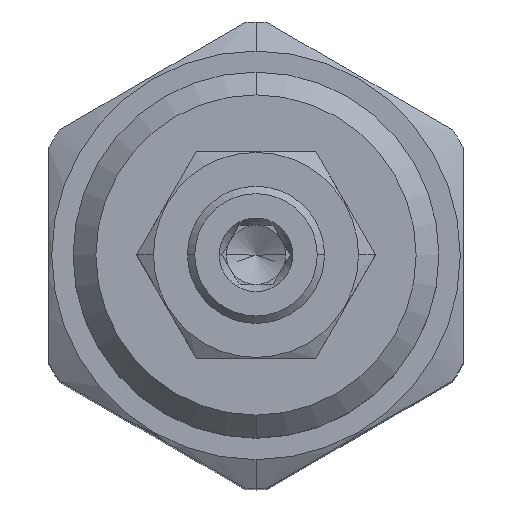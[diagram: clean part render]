
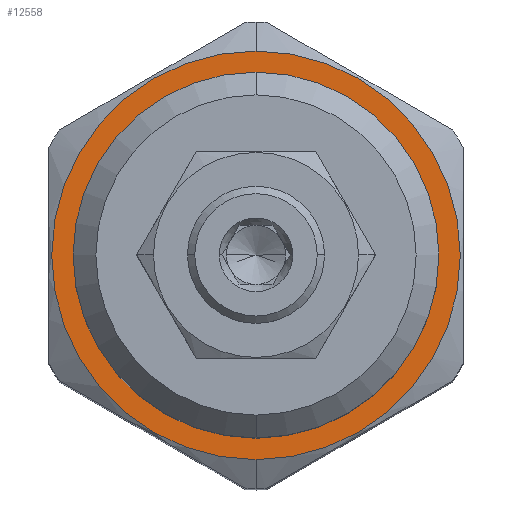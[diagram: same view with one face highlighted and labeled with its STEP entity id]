
A CAD part, top view. The second image highlights one B-rep face of the part: STEP entity #12558.
In plain terms, the highlighted planar face has unit normal (0, 0, 1).
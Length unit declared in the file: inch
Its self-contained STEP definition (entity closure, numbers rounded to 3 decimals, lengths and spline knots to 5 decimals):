
#47=CARTESIAN_POINT('',(0.,0.,4.573));
#48=DIRECTION('',(0.,0.,1.));
#49=DIRECTION('',(0.,-1.,0.));
#50=AXIS2_PLACEMENT_3D('',#47,#48,#49);
#198=CARTESIAN_POINT('',(0.,0.,4.573));
#199=DIRECTION('',(0.,0.,-1.));
#200=DIRECTION('',(0.,-1.,0.));
#201=AXIS2_PLACEMENT_3D('',#198,#199,#200);
#6441=CARTESIAN_POINT('',(0.,0.,4.573));
#6442=DIRECTION('',(0.,0.,1.));
#6443=DIRECTION('',(0.,-1.,0.));
#6444=AXIS2_PLACEMENT_3D('',#6441,#6442,#6443);
#6446=CARTESIAN_POINT('',(0.,0.,4.573));
#6447=DIRECTION('',(0.,0.,-1.));
#6448=DIRECTION('',(0.,-1.,0.));
#6449=AXIS2_PLACEMENT_3D('',#6446,#6447,#6448);
#7641=CARTESIAN_POINT('',(0.,-0.555,4.573));
#7643=VERTEX_POINT('',#7641);
#7649=CARTESIAN_POINT('',(0.,0.555,4.573));
#7651=VERTEX_POINT('',#7649);
#7657=CARTESIAN_POINT('',(0.,-0.497,4.573));
#7658=CARTESIAN_POINT('',(0.,0.497,4.573));
#7659=VERTEX_POINT('',#7657);
#7660=VERTEX_POINT('',#7658);
#12543=CARTESIAN_POINT('',(0.,0.,4.573));
#12544=DIRECTION('',(0.,0.,1.));
#12545=DIRECTION('',(0.,-1.,0.));
#12546=AXIS2_PLACEMENT_3D('',#12543,#12544,#12545);
#12547=PLANE('',#12546);
#12548=ORIENTED_EDGE('',*,*,#8172,.T.);
#12549=ORIENTED_EDGE('',*,*,#8029,.F.);
#12550=EDGE_LOOP('',(#12548,#12549));
#12551=FACE_OUTER_BOUND('',#12550,.F.);
#12553=ORIENTED_EDGE('',*,*,#12552,.T.);
#12555=ORIENTED_EDGE('',*,*,#12554,.F.);
#12556=EDGE_LOOP('',(#12553,#12555));
#12557=FACE_BOUND('',#12556,.F.);
#12558=ADVANCED_FACE('',(#12551,#12557),#12547,.T.);
#51=CIRCLE('',#50,0.555);
#202=CIRCLE('',#201,0.555);
#6445=CIRCLE('',#6444,0.497);
#6450=CIRCLE('',#6449,0.497);
#8029=EDGE_CURVE('',#7643,#7651,#51,.T.);
#8172=EDGE_CURVE('',#7643,#7651,#202,.T.);
#12552=EDGE_CURVE('',#7659,#7660,#6445,.T.);
#12554=EDGE_CURVE('',#7659,#7660,#6450,.T.);
